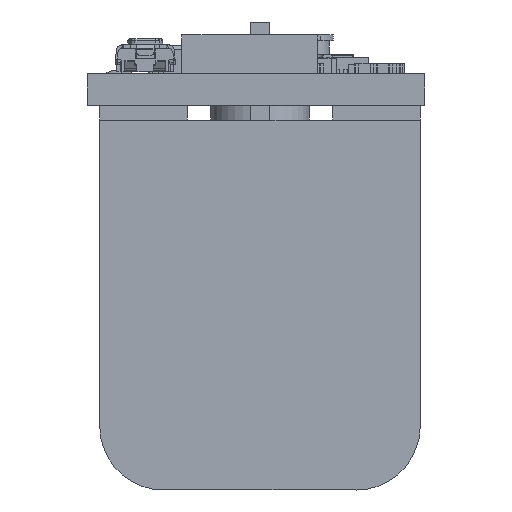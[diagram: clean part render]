
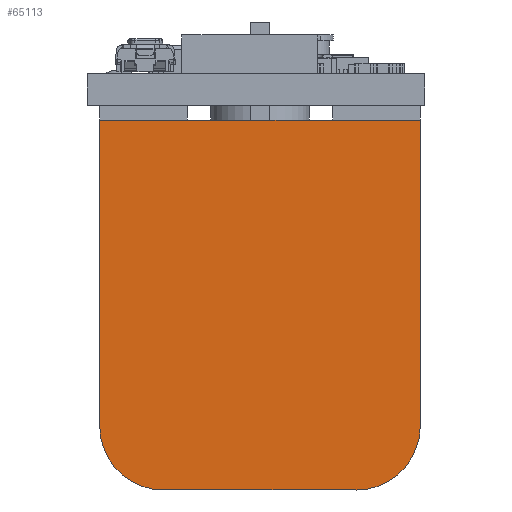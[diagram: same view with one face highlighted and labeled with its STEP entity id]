
A CAD part, front view. The second image highlights one B-rep face of the part: STEP entity #65113.
In plain terms, the highlighted face is planar.
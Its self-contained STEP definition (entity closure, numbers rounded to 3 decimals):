
#63772 = VERTEX_POINT('',#63773);
#63773 = CARTESIAN_POINT('',(-29.16,0.76,8.255));
#63779 = EDGE_CURVE('',#63780,#63772,#63782,.T.);
#63780 = VERTEX_POINT('',#63781);
#63781 = CARTESIAN_POINT('',(-29.16,0.76,-8.255));
#63782 = LINE('',#63783,#63784);
#63783 = CARTESIAN_POINT('',(-29.16,0.76,0.));
#63784 = VECTOR('',#63785,1.);
#63785 = DIRECTION('',(0.,0.,1.));
#64780 = EDGE_CURVE('',#64781,#63780,#64783,.T.);
#64781 = VERTEX_POINT('',#64782);
#64782 = CARTESIAN_POINT('',(-29.16,16.51,-8.255));
#64783 = LINE('',#64784,#64785);
#64784 = CARTESIAN_POINT('',(-29.16,3.36,-8.255));
#64785 = VECTOR('',#64786,1.);
#64786 = DIRECTION('',(0.,-1.,0.));
#64889 = VERTEX_POINT('',#64890);
#64890 = CARTESIAN_POINT('',(-29.16,16.51,8.255));
#64896 = EDGE_CURVE('',#64889,#63772,#64897,.T.);
#64897 = LINE('',#64898,#64899);
#64898 = CARTESIAN_POINT('',(-29.16,3.36,8.255));
#64899 = VECTOR('',#64900,1.);
#64900 = DIRECTION('',(0.,-1.,0.));
#65024 = VERTEX_POINT('',#65025);
#65025 = CARTESIAN_POINT('',(-29.16,19.81,-4.955));
#65031 = EDGE_CURVE('',#65024,#65032,#65034,.T.);
#65032 = VERTEX_POINT('',#65033);
#65033 = CARTESIAN_POINT('',(-29.16,19.81,4.955));
#65034 = LINE('',#65035,#65036);
#65035 = CARTESIAN_POINT('',(-29.16,19.81,0.));
#65036 = VECTOR('',#65037,1.);
#65037 = DIRECTION('',(0.,0.,1.));
#65113 = ADVANCED_FACE('',(#65114),#65134,.F.);
#65114 = FACE_BOUND('',#65115,.T.);
#65115 = EDGE_LOOP('',(#65116,#65117,#65124,#65125,#65126,#65127));
#65116 = ORIENTED_EDGE('',*,*,#65031,.F.);
#65117 = ORIENTED_EDGE('',*,*,#65118,.T.);
#65118 = EDGE_CURVE('',#65024,#64781,#65119,.T.);
#65119 = CIRCLE('',#65120,3.3);
#65120 = AXIS2_PLACEMENT_3D('',#65121,#65122,#65123);
#65121 = CARTESIAN_POINT('',(-29.16,16.51,-4.955));
#65122 = DIRECTION('',(-1.,0.,0.));
#65123 = DIRECTION('',(0.,0.,-1.));
#65124 = ORIENTED_EDGE('',*,*,#64780,.T.);
#65125 = ORIENTED_EDGE('',*,*,#63779,.T.);
#65126 = ORIENTED_EDGE('',*,*,#64896,.F.);
#65127 = ORIENTED_EDGE('',*,*,#65128,.T.);
#65128 = EDGE_CURVE('',#64889,#65032,#65129,.T.);
#65129 = CIRCLE('',#65130,3.3);
#65130 = AXIS2_PLACEMENT_3D('',#65131,#65132,#65133);
#65131 = CARTESIAN_POINT('',(-29.16,16.51,4.955));
#65132 = DIRECTION('',(-1.,0.,0.));
#65133 = DIRECTION('',(0.,0.,-1.));
#65134 = PLANE('',#65135);
#65135 = AXIS2_PLACEMENT_3D('',#65136,#65137,#65138);
#65136 = CARTESIAN_POINT('',(-29.16,3.36,0.));
#65137 = DIRECTION('',(1.,0.,0.));
#65138 = DIRECTION('',(0.,0.,-1.));
